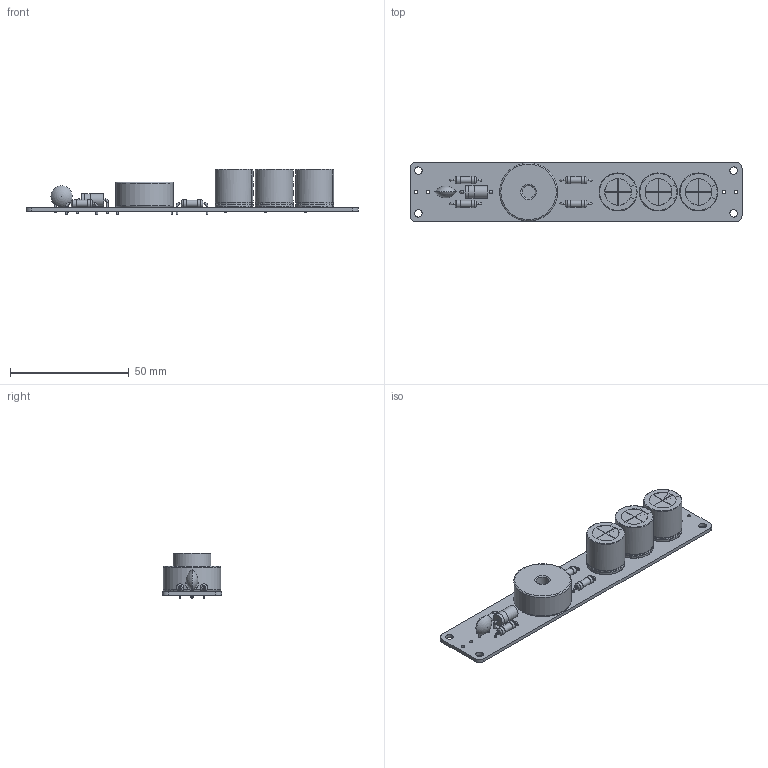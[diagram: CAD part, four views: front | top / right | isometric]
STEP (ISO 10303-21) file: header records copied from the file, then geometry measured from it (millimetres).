
FILE_DESCRIPTION(('KiCad electronic assembly'),'2;1');
FILE_NAME('passive_PSU_Rev-A.step','2025-06-15T13:40:06',('Pcbnew'),( 'Kicad'),'Open CASCADE STEP processor 7.5','KiCad to STEP converter' ,'Unknown');
FILE_SCHEMA(('AUTOMOTIVE_DESIGN { 1 0 10303 214 1 1 1 1 }'));
Length unit declared in the file: millimetre
Products named in the file (7): passive_PSU_Rev-A 1; L_Radial_D24.4mm_P22.90mm_Murata_1400series; CP_Radial_D16.0mm_P7.50mm; C_Disc_D9.0mm_W5.0mm_P5.00mm; R_Axial_DIN0309_L9.0mm_D3.2mm_P12.70mm_Horizontal; D_DO-27_P12.70mm_Horizontal; passive_PSU_Rev-A_PCB
Assembly tree (11 placements, depth 2):
  passive_PSU_Rev-A 1
    L_Radial_D24.4mm_P22.90mm_Murata_1400series
    CP_Radial_D16.0mm_P7.50mm  x3
    C_Disc_D9.0mm_W5.0mm_P5.00mm
    R_Axial_DIN0309_L9.0mm_D3.2mm_P12.70mm_Horizontal  x4
    D_DO-27_P12.70mm_Horizontal
    passive_PSU_Rev-A_PCB
Bounding box: 140 x 25 x 19 mm (x, y, z)
Volume: 20035.8 mm3; surface area: 14609.5 mm2
Topology: 11 solids, 14 shells, 306 faces, 738 edges, 493 vertices
Faces by surface type: cylinder 124, plane 111, torus 27, bspline 24, revolution 18, sphere 2
Full cylindrical faces by diameter (mm): 0.5 x2, 0.7 x18, 0.8 x10, 0.9 x10, 1 x2, 1.2 x8, 1.5 x4, 2.88 x4, 3.2 x12, 5.33 x2, 5.35 x1, 5.5 x1, 24.4 x1
Entity records: 5595 total; most frequent: CARTESIAN_POINT 1925, DIRECTION 762, ORIENTED_EDGE 694, EDGE_CURVE 347, AXIS2_PLACEMENT_3D 319, VERTEX_POINT 231, FACE_BOUND 216, EDGE_LOOP 216
